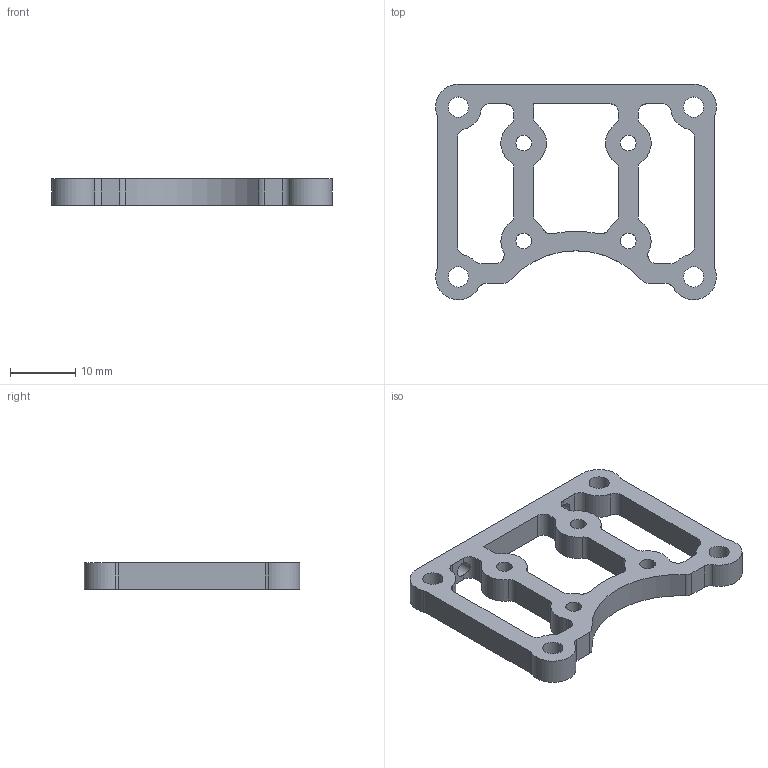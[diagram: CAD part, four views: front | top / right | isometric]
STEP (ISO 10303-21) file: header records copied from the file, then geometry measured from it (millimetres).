
FILE_DESCRIPTION(('FreeCAD Model'),'2;1');
FILE_NAME('Open CASCADE Shape Model','2023-12-26T10:30:13',('Author'),( ''),'Open CASCADE STEP processor 7.6','FreeCAD','Unknown');
FILE_SCHEMA(('AUTOMOTIVE_DESIGN { 1 0 10303 214 1 1 1 1 }'));
Length unit declared in the file: millimetre
Products named in the file (1): Pocket
Bounding box: 42.99 x 32.99 x 4 mm (x, y, z)
Volume: 2354.8 mm3; surface area: 2859.1 mm2
Topology: 1 solids, 1 shells, 93 faces, 275 edges, 182 vertices
Faces by surface type: cylinder 63, plane 22, cone 4, bspline 4
Full cylindrical faces by diameter (mm): 2.3 x2, 2.4 x4, 3.1 x4
Entity records: 3500 total; most frequent: CARTESIAN_POINT 863, DIRECTION 567, ORIENTED_EDGE 550, EDGE_CURVE 275, AXIS2_PLACEMENT_3D 221, VERTEX_POINT 182, CIRCLE 131, LINE 125
